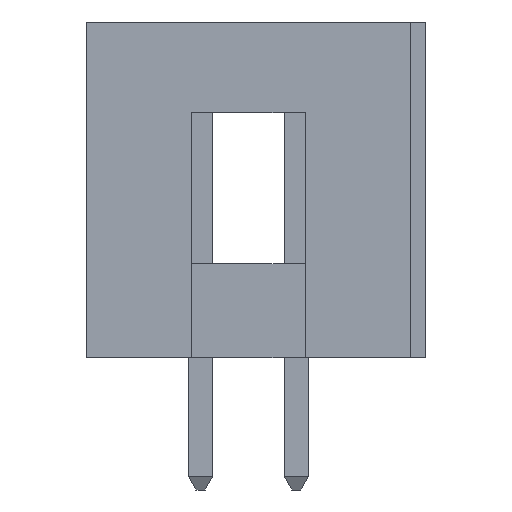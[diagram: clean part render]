
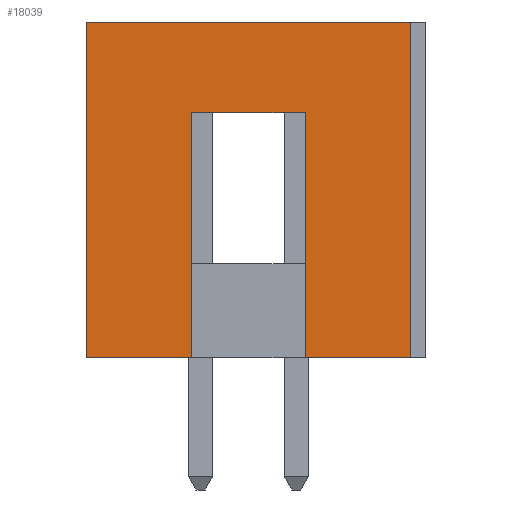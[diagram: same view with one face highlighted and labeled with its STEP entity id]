
A CAD part, left-side view. The second image highlights one B-rep face of the part: STEP entity #18039.
In plain terms, the highlighted planar face has unit normal (-1, 0, 0).
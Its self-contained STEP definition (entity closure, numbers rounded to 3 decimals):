
#156 = CARTESIAN_POINT ( 'NONE',  ( 0., 8.6, 8.9 ) ) ;
#226 = ORIENTED_EDGE ( 'NONE', *, *, #15757, .F. ) ;
#424 = ORIENTED_EDGE ( 'NONE', *, *, #7725, .F. ) ;
#616 = VERTEX_POINT ( 'NONE', #9205 ) ;
#794 = CARTESIAN_POINT ( 'NONE',  ( 0., 0., 8.9 ) ) ;
#917 = DIRECTION ( 'NONE',  ( 0., 1., 0. ) ) ;
#1241 = CARTESIAN_POINT ( 'NONE',  ( 0., 5.8, 6.5 ) ) ;
#1476 = CARTESIAN_POINT ( 'NONE',  ( 0., 8.6, 0. ) ) ;
#1593 = LINE ( 'NONE', #2508, #7023 ) ;
#1783 = CARTESIAN_POINT ( 'NONE',  ( 0., 5.8, 0. ) ) ;
#2412 = CARTESIAN_POINT ( 'NONE',  ( 0., 0., 0. ) ) ;
#2508 = CARTESIAN_POINT ( 'NONE',  ( 0., 0., 0. ) ) ;
#2884 = ORIENTED_EDGE ( 'NONE', *, *, #14410, .T. ) ;
#2956 = DIRECTION ( 'NONE',  ( -1., 0., 0. ) ) ;
#3290 = DIRECTION ( 'NONE',  ( 0., 0., -1. ) ) ;
#3302 = CARTESIAN_POINT ( 'NONE',  ( 0., 2.8, 6.5 ) ) ;
#3512 = VECTOR ( 'NONE', #8887, 1000. ) ;
#3693 = CARTESIAN_POINT ( 'NONE',  ( 0., 0., 0. ) ) ;
#5078 = CARTESIAN_POINT ( 'NONE',  ( 0., 5.8, 6.5 ) ) ;
#5349 = DIRECTION ( 'NONE',  ( 0., 0., -1. ) ) ;
#5565 = VECTOR ( 'NONE', #24574, 1000. ) ;
#5858 = VERTEX_POINT ( 'NONE', #14261 ) ;
#6241 = EDGE_CURVE ( 'NONE', #616, #22936, #9664, .T. ) ;
#6323 = EDGE_LOOP ( 'NONE', ( #13485, #17785, #7722, #13592, #2884, #6541, #424, #226 ) ) ;
#6541 = ORIENTED_EDGE ( 'NONE', *, *, #7038, .F. ) ;
#7023 = VECTOR ( 'NONE', #14716, 1000. ) ;
#7038 = EDGE_CURVE ( 'NONE', #16529, #10169, #1593, .T. ) ;
#7694 = EDGE_CURVE ( 'NONE', #5858, #9195, #25275, .T. ) ;
#7722 = ORIENTED_EDGE ( 'NONE', *, *, #8993, .F. ) ;
#7725 = EDGE_CURVE ( 'NONE', #20142, #16529, #22667, .T. ) ;
#8207 = CARTESIAN_POINT ( 'NONE',  ( 0., 8.6, 8.9 ) ) ;
#8249 = LINE ( 'NONE', #13037, #13696 ) ;
#8352 = EDGE_CURVE ( 'NONE', #14255, #22936, #24488, .T. ) ;
#8887 = DIRECTION ( 'NONE',  ( 0., 1., 0. ) ) ;
#8993 = EDGE_CURVE ( 'NONE', #5858, #14255, #24086, .T. ) ;
#9195 = VERTEX_POINT ( 'NONE', #156 ) ;
#9205 = CARTESIAN_POINT ( 'NONE',  ( 0., 2.8, 6.5 ) ) ;
#9262 = FACE_OUTER_BOUND ( 'NONE', #6323, .T. ) ;
#9664 = LINE ( 'NONE', #3302, #25393 ) ;
#10169 = VERTEX_POINT ( 'NONE', #1476 ) ;
#11787 = VECTOR ( 'NONE', #3290, 1000. ) ;
#13037 = CARTESIAN_POINT ( 'NONE',  ( 0., 2.8, 6.5 ) ) ;
#13485 = ORIENTED_EDGE ( 'NONE', *, *, #6241, .T. ) ;
#13592 = ORIENTED_EDGE ( 'NONE', *, *, #7694, .T. ) ;
#13696 = VECTOR ( 'NONE', #917, 1000. ) ;
#14255 = VERTEX_POINT ( 'NONE', #3693 ) ;
#14261 = CARTESIAN_POINT ( 'NONE',  ( 0., 0., 8.9 ) ) ;
#14410 = EDGE_CURVE ( 'NONE', #9195, #10169, #22513, .T. ) ;
#14714 = DIRECTION ( 'NONE',  ( 0., 1., 0. ) ) ;
#14716 = DIRECTION ( 'NONE',  ( 0., 1., 0. ) ) ;
#15489 = CARTESIAN_POINT ( 'NONE',  ( 0., 2.8, 0. ) ) ;
#15757 = EDGE_CURVE ( 'NONE', #616, #20142, #8249, .T. ) ;
#16529 = VERTEX_POINT ( 'NONE', #1783 ) ;
#17210 = DIRECTION ( 'NONE',  ( 0., 0., 1. ) ) ;
#17388 = AXIS2_PLACEMENT_3D ( 'NONE', #794, #2956, #17210 ) ;
#17785 = ORIENTED_EDGE ( 'NONE', *, *, #8352, .F. ) ;
#18039 = ADVANCED_FACE ( 'NONE', ( #9262 ), #25325, .T. ) ;
#18644 = VECTOR ( 'NONE', #25104, 1000. ) ;
#19069 = VECTOR ( 'NONE', #14714, 1000. ) ;
#19104 = CARTESIAN_POINT ( 'NONE',  ( 0., 0., 8.9 ) ) ;
#20142 = VERTEX_POINT ( 'NONE', #5078 ) ;
#22513 = LINE ( 'NONE', #8207, #5565 ) ;
#22667 = LINE ( 'NONE', #1241, #11787 ) ;
#22936 = VERTEX_POINT ( 'NONE', #15489 ) ;
#24086 = LINE ( 'NONE', #25012, #18644 ) ;
#24488 = LINE ( 'NONE', #2412, #19069 ) ;
#24574 = DIRECTION ( 'NONE',  ( 0., 0., -1. ) ) ;
#25012 = CARTESIAN_POINT ( 'NONE',  ( 0., 0., 8.9 ) ) ;
#25104 = DIRECTION ( 'NONE',  ( 0., 0., -1. ) ) ;
#25275 = LINE ( 'NONE', #19104, #3512 ) ;
#25325 = PLANE ( 'NONE',  #17388 ) ;
#25393 = VECTOR ( 'NONE', #5349, 1000. ) ;
